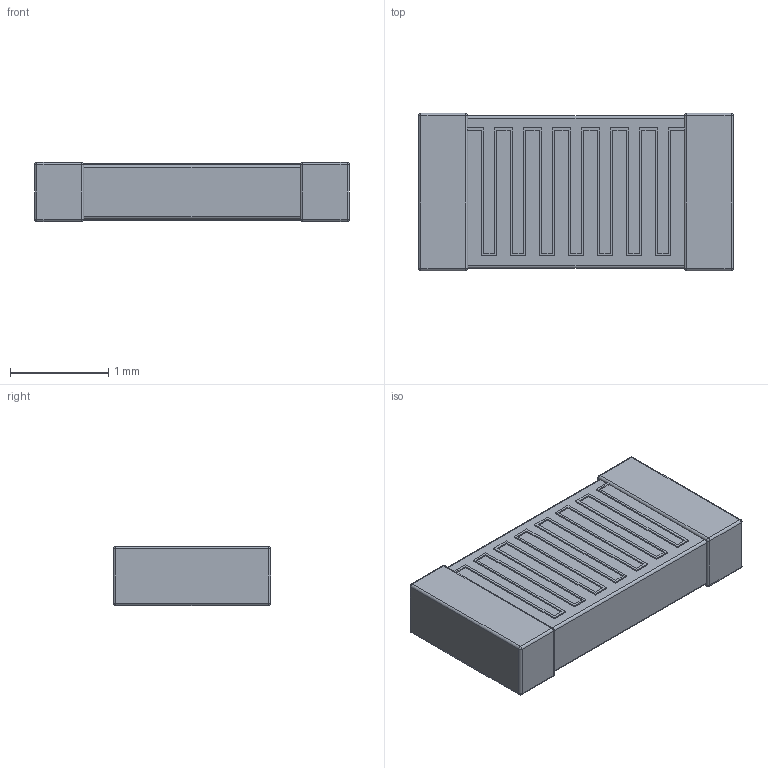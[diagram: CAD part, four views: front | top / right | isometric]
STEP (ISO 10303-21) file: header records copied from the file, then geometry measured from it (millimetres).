
FILE_DESCRIPTION(/* description */ (''),/* implementation_level */ '2;1');
FILE_NAME(/* name */ 'RTD 1206_3216.step',/* time_stamp */ '2020-05-22T20:56:57+01:00',/* author */ (''),/* organization */ (''),/* preprocessor_version */ 'ST-DEVELOPER v18.1',/* originating_system */ 'Autodesk Translation Framework v9.2.0.1227',/* authorisation */ '');
FILE_SCHEMA (('AUTOMOTIVE_DESIGN { 1 0 10303 214 3 1 1 }'));
Length unit declared in the file: millimetre
Products named in the file (1): Heraeus - RTD 1206_3216
Bounding box: 3.2 x 1.6 x 0.6 mm (x, y, z)
Volume: 2.8 mm3; surface area: 16.5 mm2
Topology: 1 solids, 1 shells, 182 faces, 492 edges, 312 vertices
Faces by surface type: plane 138, cylinder 28, sphere 16
Entity records: 5831 total; most frequent: CARTESIAN_POINT 987, ORIENTED_EDGE 984, DIRECTION 922, EDGE_CURVE 492, LINE 428, VECTOR 428, VERTEX_POINT 312, AXIS2_PLACEMENT_3D 247
